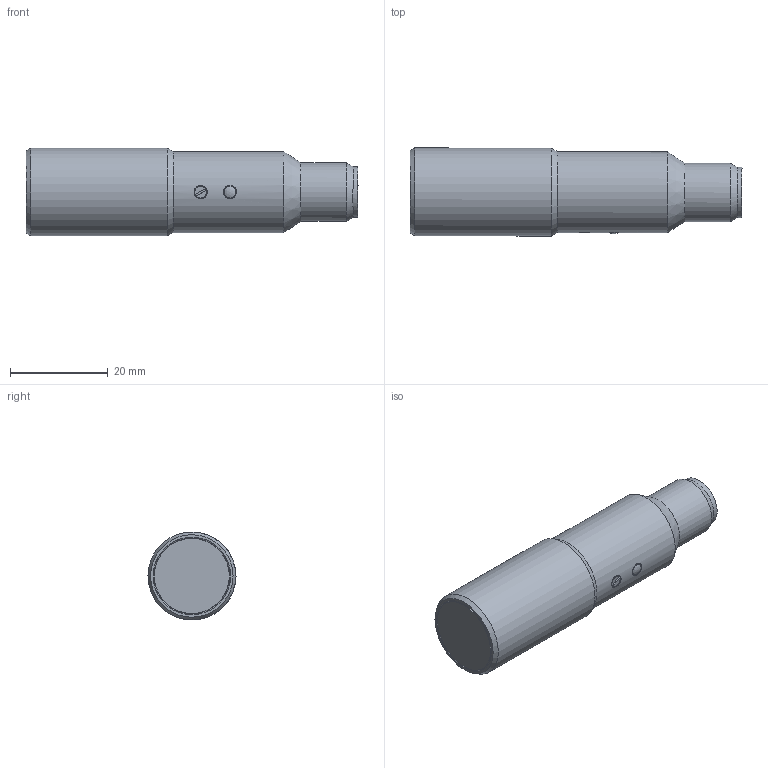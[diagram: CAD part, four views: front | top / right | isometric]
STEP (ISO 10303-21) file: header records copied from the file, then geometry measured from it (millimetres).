
FILE_DESCRIPTION(/* description */ (''),/* implementation_level */ '2;1');
FILE_NAME(/* name */ 'EO1804xPAS-1.stp',/* time_stamp */ '2019-02-04T12:58:28+01:00',/* author */ ('tvb'),/* organization */ (''),/* preprocessor_version */ 'ST-DEVELOPER v16.1',/* originating_system */ 'Autodesk Inventor 2016',/* authorisation */ '');
FILE_SCHEMA (('AUTOMOTIVE_DESIGN { 1 0 10303 214 3 1 1 }'));
Length unit declared in the file: centimetre
Products named in the file (1): EO1804xPAS-1
Bounding box: 68.03 x 18.07 x 18.02 mm (x, y, z)
Volume: 13897.8 mm3; surface area: 4324.8 mm2
Topology: 2 solids, 2 shells, 61 faces, 140 edges, 89 vertices
Faces by surface type: plane 26, cylinder 21, cone 8, sphere 5, torus 1
Full cylindrical faces by diameter (mm): 1 x4, 1.8 x1, 2.4 x2, 2.7 x2, 10.4 x1, 12 x1, 15.5 x1, 16.6 x1, 18 x1
Entity records: 2018 total; most frequent: CARTESIAN_POINT 712, DIRECTION 264, ORIENTED_EDGE 206, AXIS2_PLACEMENT_3D 106, EDGE_CURVE 103, EDGE_LOOP 93, VERTEX_POINT 78, FACE_OUTER_BOUND 61
